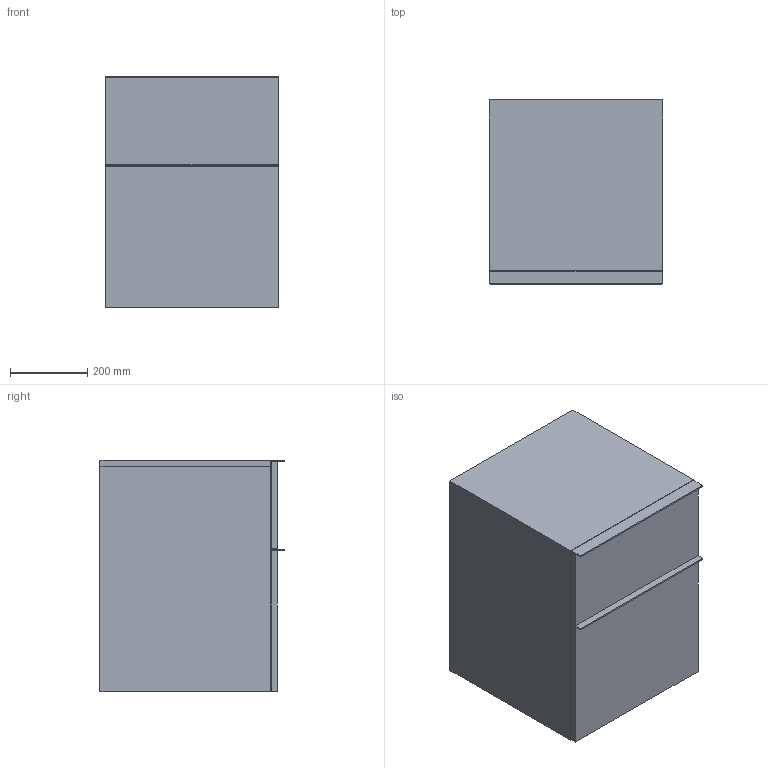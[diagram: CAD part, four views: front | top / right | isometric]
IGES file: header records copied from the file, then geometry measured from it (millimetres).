
Global section: file name: 502315; native system: Autodesk Inventor 2018; preprocessor: unknown; author: JANAN; date: 20210128.085507; units: millimetre
Bounding box: 450 x 476 x 600 mm (x, y, z)
Volume: 29814145.1 mm3; surface area: 4099073.1 mm2
Topology: 11 solids, 11 shells, 90 faces, 204 edges, 136 vertices
Faces by surface type: bspline 90
